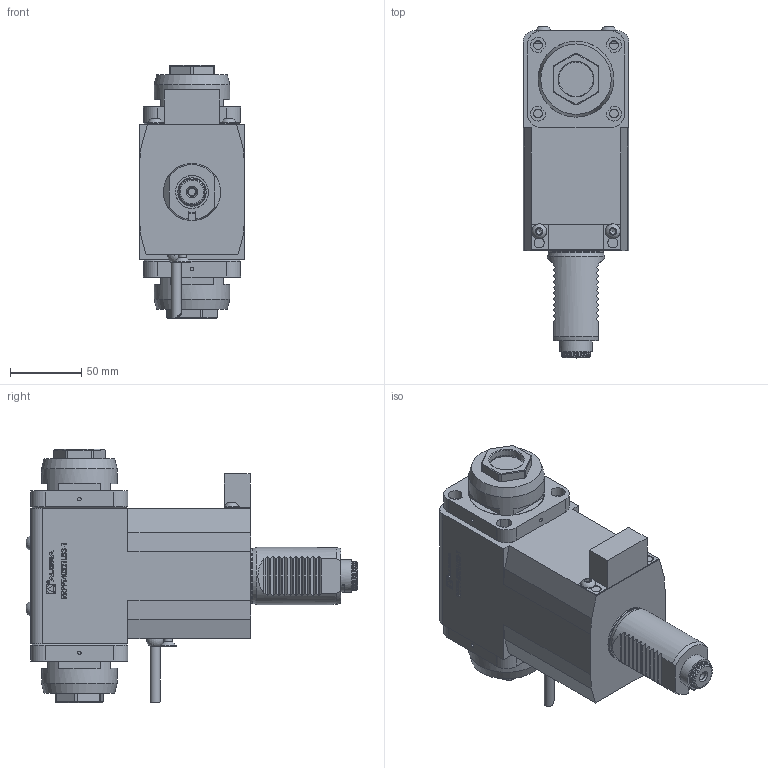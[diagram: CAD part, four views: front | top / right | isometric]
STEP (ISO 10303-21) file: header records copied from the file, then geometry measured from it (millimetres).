
FILE_DESCRIPTION (( 'STEP AP214' ), '1' );
FILE_NAME ('RRPPT40321US3-1.STEP', '2024-05-27T08:03:42', ( '' ), ( '' ), 'SwSTEP 2.0', 'SolidWorks 2023', '' );
FILE_SCHEMA (( 'AUTOMOTIVE_DESIGN' ));
Length unit declared in the file: millimetre
Products named in the file (1): RRPPT40321US3-1
Bounding box: 74 x 232.3 x 177.11 mm (x, y, z)
Volume: 1331271 mm3; surface area: 104855.9 mm2
Topology: 3 solids, 9 shells, 1173 faces, 3096 edges, 2025 vertices
Faces by surface type: plane 799, cylinder 185, bspline 92, cone 79, torus 11, sphere 7
Full cylindrical faces by diameter (mm): 1.7 x1, 2.1 x1, 2.5 x8, 4 x2, 5 x5, 6 x5, 6.2 x9, 6.366 x1, 7 x5, 10.5 x6, 11.57 x1, 23 x1, 24 x2, 28.265 x2, 30.4 x1, 31 x1, 38.7 x1, 40 x1, 53 x3, 58 x2
Entity records: 46700 total; most frequent: CARTESIAN_POINT 13460, ORIENTED_EDGE 5912, DIRECTION 5072, EDGE_CURVE 2956, VERTEX_POINT 1973, VECTOR 1894, LINE 1894, AXIS2_PLACEMENT_3D 1589
